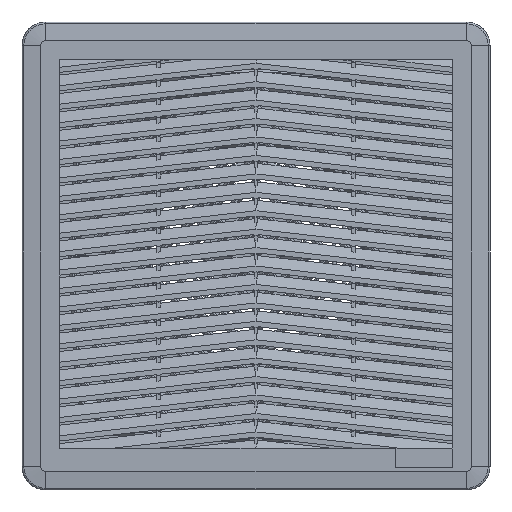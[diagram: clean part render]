
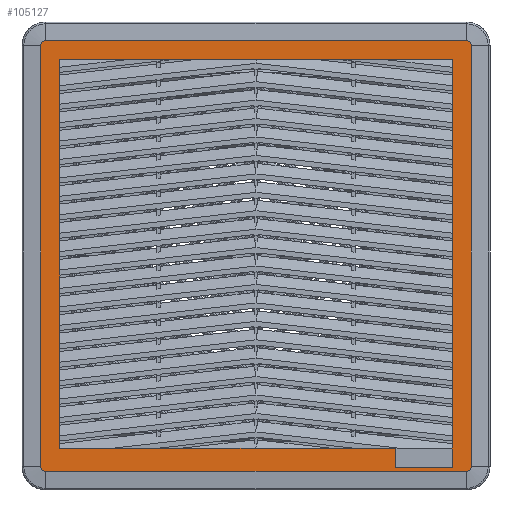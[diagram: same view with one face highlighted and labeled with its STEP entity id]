
A CAD part, front view. The second image highlights one B-rep face of the part: STEP entity #105127.
In plain terms, the highlighted planar face has unit normal (0, 1, 0).
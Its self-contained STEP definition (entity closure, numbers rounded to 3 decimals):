
#84240=DIRECTION('',(0.,0.,-1.));
#84241=VECTOR('',#84240,225.001);
#84242=CARTESIAN_POINT('',(-115.,-106.4,
112.5));
#84243=LINE('',#84242,#84241);
#84261=CARTESIAN_POINT('',(112.5,-106.4,
112.5));
#84262=DIRECTION('',(0.,1.,0.));
#84263=DIRECTION('',(0.,0.,1.));
#84264=AXIS2_PLACEMENT_3D('',#84261,#84262,#84263);
#84269=CARTESIAN_POINT('',(-112.5,-106.4,
112.5));
#84270=DIRECTION('',(0.,1.,0.));
#84271=DIRECTION('',(-1.,0.,0.));
#84272=AXIS2_PLACEMENT_3D('',#84269,#84270,#84271);
#84277=CARTESIAN_POINT('',(-112.5,-106.4,
-112.501));
#84278=DIRECTION('',(0.,1.,0.));
#84279=DIRECTION('',(0.,0.,
-1.));
#84280=AXIS2_PLACEMENT_3D('',#84277,#84278,#84279);
#84285=CARTESIAN_POINT('',(112.5,-106.4,
-112.501));
#84286=DIRECTION('',(0.,1.,0.));
#84287=DIRECTION('',(1.,0.,0.));
#84288=AXIS2_PLACEMENT_3D('',#84285,#84286,#84287);
#84293=DIRECTION('',(-1.,0.,0.));
#84294=VECTOR('',#84293,210.001);
#84295=CARTESIAN_POINT('',(105.,-106.4,
105.));
#84296=LINE('',#84295,#84294);
#84300=DIRECTION('',(0.,0.,1.));
#84301=VECTOR('',#84300,10.6);
#84302=CARTESIAN_POINT('',(105.,-106.4,
-113.201));
#84303=LINE('',#84302,#84301);
#84307=DIRECTION('',(1.,0.,0.));
#84308=VECTOR('',#84307,30.5);
#84309=CARTESIAN_POINT('',(74.5,-106.4,
-113.201));
#84310=LINE('',#84309,#84308);
#84314=DIRECTION('',(0.,0.,-1.));
#84315=VECTOR('',#84314,10.4);
#84316=CARTESIAN_POINT('',(74.5,-106.4,
-102.801));
#84317=LINE('',#84316,#84315);
#84321=DIRECTION('',(1.,0.,0.));
#84322=VECTOR('',#84321,179.501);
#84323=CARTESIAN_POINT('',(-105.,-106.4,
-102.801));
#84324=LINE('',#84323,#84322);
#84328=DIRECTION('',(0.,0.,-1.));
#84329=VECTOR('',#84328,207.801);
#84330=CARTESIAN_POINT('',(-105.,-106.4,
105.));
#84331=LINE('',#84330,#84329);
#84335=DIRECTION('',(0.,0.,1.));
#84336=VECTOR('',#84335,225.001);
#84337=CARTESIAN_POINT('',(115.,-106.4,
-112.501));
#84338=LINE('',#84337,#84336);
#84394=DIRECTION('',(-1.,0.,0.));
#84395=VECTOR('',#84394,225.002);
#84396=CARTESIAN_POINT('',(112.5,-106.4,
115.));
#84397=LINE('',#84396,#84395);
#84918=DIRECTION('',(1.,0.,0.));
#84919=VECTOR('',#84918,225.001);
#84920=CARTESIAN_POINT('',(-112.5,-106.4,
-115.001));
#84921=LINE('',#84920,#84919);
#88374=DIRECTION('',(0.,0.,-1.));
#88375=VECTOR('',#88374,207.601);
#88376=CARTESIAN_POINT('',(105.,-106.4,
105.));
#88377=LINE('',#88376,#88375);
#102016=CARTESIAN_POINT('',(-115.,-106.4,
-112.501));
#102017=VERTEX_POINT('',#102016);
#102018=CARTESIAN_POINT('',(-115.,-106.4,
112.5));
#102019=VERTEX_POINT('',#102018);
#102029=CARTESIAN_POINT('',(105.,-106.4,
105.));
#102030=CARTESIAN_POINT('',(-105.,-106.4,
105.));
#102031=VERTEX_POINT('',#102029);
#102032=VERTEX_POINT('',#102030);
#102033=CARTESIAN_POINT('',(-105.,-106.4,
-102.801));
#102034=VERTEX_POINT('',#102033);
#102035=CARTESIAN_POINT('',(74.5,-106.4,
-102.801));
#102036=VERTEX_POINT('',#102035);
#102037=CARTESIAN_POINT('',(74.5,-106.4,
-113.201));
#102038=VERTEX_POINT('',#102037);
#102039=CARTESIAN_POINT('',(105.,-106.4,
-113.201));
#102040=VERTEX_POINT('',#102039);
#102246=CARTESIAN_POINT('',(-112.5,-106.4,
-115.001));
#102247=CARTESIAN_POINT('',(112.5,-106.4,
-115.001));
#102248=VERTEX_POINT('',#102246);
#102249=VERTEX_POINT('',#102247);
#102294=CARTESIAN_POINT('',(-112.501,-106.4,
115.));
#102295=VERTEX_POINT('',#102294);
#102296=CARTESIAN_POINT('',(112.5,-106.4,
115.));
#102297=VERTEX_POINT('',#102296);
#102310=CARTESIAN_POINT('',(115.,-106.4,
112.5));
#102311=VERTEX_POINT('',#102310);
#102324=CARTESIAN_POINT('',(115.,-106.4,
-112.501));
#102325=VERTEX_POINT('',#102324);
#102936=CARTESIAN_POINT('',(105.,-106.4,
-102.601));
#102937=VERTEX_POINT('',#102936);
#105090=CARTESIAN_POINT('',(-115.,-106.4,
116.38));
#105091=DIRECTION('',(0.,1.,0.));
#105092=DIRECTION('',(1.,0.,0.));
#105093=AXIS2_PLACEMENT_3D('',#105090,#105091,#105092);
#105094=PLANE('',#105093);
#105096=ORIENTED_EDGE('',*,*,#105095,.T.);
#105098=ORIENTED_EDGE('',*,*,#105097,.F.);
#105100=ORIENTED_EDGE('',*,*,#105099,.T.);
#105101=ORIENTED_EDGE('',*,*,#105080,.F.);
#105102=ORIENTED_EDGE('',*,*,#105070,.T.);
#105104=ORIENTED_EDGE('',*,*,#105103,.F.);
#105106=ORIENTED_EDGE('',*,*,#105105,.T.);
#105108=ORIENTED_EDGE('',*,*,#105107,.F.);
#105109=EDGE_LOOP('',(#105096,#105098,#105100,#105101,#105102,#105104,#105106,
#105108));
#105110=FACE_OUTER_BOUND('',#105109,.F.);
#105112=ORIENTED_EDGE('',*,*,#105111,.F.);
#105114=ORIENTED_EDGE('',*,*,#105113,.T.);
#105116=ORIENTED_EDGE('',*,*,#105115,.F.);
#105118=ORIENTED_EDGE('',*,*,#105117,.F.);
#105120=ORIENTED_EDGE('',*,*,#105119,.F.);
#105122=ORIENTED_EDGE('',*,*,#105121,.F.);
#105124=ORIENTED_EDGE('',*,*,#105123,.F.);
#105125=EDGE_LOOP('',(#105112,#105114,#105116,#105118,#105120,#105122,#105124));
#105126=FACE_BOUND('',#105125,.F.);
#105127=ADVANCED_FACE('',(#105110,#105126),#105094,.T.);
#84265=CIRCLE('',#84264,2.5);
#84273=CIRCLE('',#84272,2.5);
#84281=CIRCLE('',#84280,2.5);
#84289=CIRCLE('',#84288,2.5);
#105070=EDGE_CURVE('',#102019,#102017,#84243,.T.);
#105080=EDGE_CURVE('',#102019,#102295,#84273,.T.);
#105095=EDGE_CURVE('',#102325,#102311,#84338,.T.);
#105097=EDGE_CURVE('',#102297,#102311,#84265,.T.);
#105099=EDGE_CURVE('',#102297,#102295,#84397,.T.);
#105103=EDGE_CURVE('',#102248,#102017,#84281,.T.);
#105105=EDGE_CURVE('',#102248,#102249,#84921,.T.);
#105107=EDGE_CURVE('',#102325,#102249,#84289,.T.);
#105111=EDGE_CURVE('',#102031,#102032,#84296,.T.);
#105113=EDGE_CURVE('',#102031,#102937,#88377,.T.);
#105115=EDGE_CURVE('',#102040,#102937,#84303,.T.);
#105117=EDGE_CURVE('',#102038,#102040,#84310,.T.);
#105119=EDGE_CURVE('',#102036,#102038,#84317,.T.);
#105121=EDGE_CURVE('',#102034,#102036,#84324,.T.);
#105123=EDGE_CURVE('',#102032,#102034,#84331,.T.);
